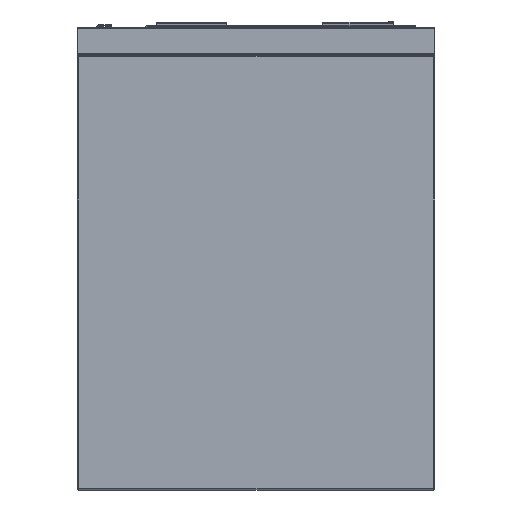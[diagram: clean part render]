
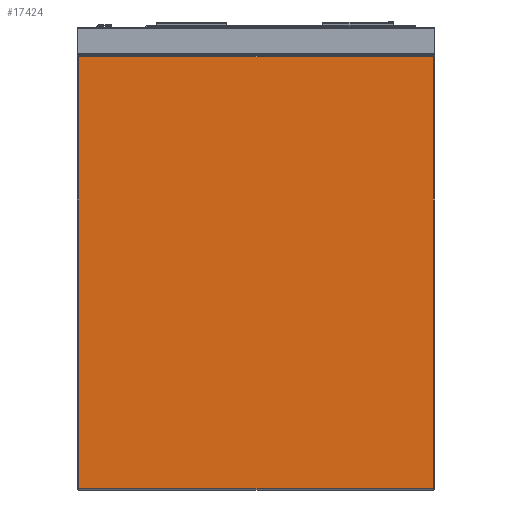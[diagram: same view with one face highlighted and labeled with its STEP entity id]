
A CAD part, left-side view. The second image highlights one B-rep face of the part: STEP entity #17424.
In plain terms, the highlighted planar face has unit normal (-1, 0, 0).
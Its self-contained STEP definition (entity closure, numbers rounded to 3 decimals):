
#171 = ORIENTED_EDGE ( 'NONE', *, *, #19812, .T. ) ;
#1067 = CARTESIAN_POINT ( 'NONE',  ( -750., -255., -658. ) ) ;
#2276 = CARTESIAN_POINT ( 'NONE',  ( -750., -253., -42. ) ) ;
#5715 = DIRECTION ( 'NONE',  ( 0., 1., 0. ) ) ;
#6498 = DIRECTION ( 'NONE',  ( -1., 0., 0. ) ) ;
#6894 = EDGE_CURVE ( 'NONE', #28368, #20660, #8859, .T. ) ;
#8859 = LINE ( 'NONE', #20160, #21028 ) ;
#9616 = VERTEX_POINT ( 'NONE', #32405 ) ;
#11083 = ORIENTED_EDGE ( 'NONE', *, *, #16486, .T. ) ;
#11921 = EDGE_CURVE ( 'NONE', #20660, #35389, #18468, .T. ) ;
#12002 = LINE ( 'NONE', #1067, #31580 ) ;
#12566 = AXIS2_PLACEMENT_3D ( 'NONE', #15575, #6498, #15024 ) ;
#12810 = FACE_OUTER_BOUND ( 'NONE', #25646, .T. ) ;
#14025 = ORIENTED_EDGE ( 'NONE', *, *, #6894, .T. ) ;
#15024 = DIRECTION ( 'NONE',  ( 0., -1., 0. ) ) ;
#15575 = CARTESIAN_POINT ( 'NONE',  ( -750., -255., -660. ) ) ;
#16395 = CARTESIAN_POINT ( 'NONE',  ( -750., 253., -42. ) ) ;
#16486 = EDGE_CURVE ( 'NONE', #9616, #28368, #32962, .T. ) ;
#17424 = ADVANCED_FACE ( 'Fl�che7', ( #12810 ), #21162, .T. ) ;
#17726 = CARTESIAN_POINT ( 'NONE',  ( -750., 253., -660. ) ) ;
#18468 = LINE ( 'NONE', #17726, #34461 ) ;
#19317 = CARTESIAN_POINT ( 'NONE',  ( -750., 253., -658. ) ) ;
#19812 = EDGE_CURVE ( 'NONE', #35389, #9616, #12002, .T. ) ;
#20160 = CARTESIAN_POINT ( 'NONE',  ( -750., 255., -42. ) ) ;
#20660 = VERTEX_POINT ( 'NONE', #16395 ) ;
#21028 = VECTOR ( 'NONE', #5715, 1000. ) ;
#21162 = PLANE ( 'NONE',  #12566 ) ;
#23326 = DIRECTION ( 'NONE',  ( 0., -1., 0. ) ) ;
#23679 = DIRECTION ( 'NONE',  ( 0., 0., -1. ) ) ;
#25646 = EDGE_LOOP ( 'NONE', ( #11083, #14025, #28268, #171 ) ) ;
#26668 = VECTOR ( 'NONE', #29998, 1000. ) ;
#28268 = ORIENTED_EDGE ( 'NONE', *, *, #11921, .T. ) ;
#28368 = VERTEX_POINT ( 'NONE', #2276 ) ;
#29616 = CARTESIAN_POINT ( 'NONE',  ( -750., -253., -660. ) ) ;
#29998 = DIRECTION ( 'NONE',  ( 0., 0., 1. ) ) ;
#31580 = VECTOR ( 'NONE', #23326, 1000. ) ;
#32405 = CARTESIAN_POINT ( 'NONE',  ( -750., -253., -658. ) ) ;
#32962 = LINE ( 'NONE', #29616, #26668 ) ;
#34461 = VECTOR ( 'NONE', #23679, 1000. ) ;
#35389 = VERTEX_POINT ( 'NONE', #19317 ) ;
